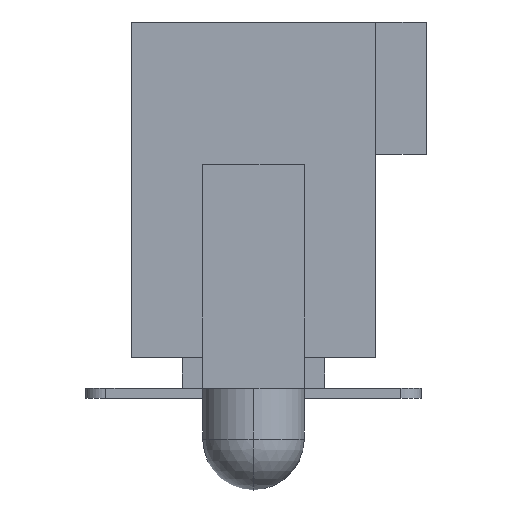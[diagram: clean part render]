
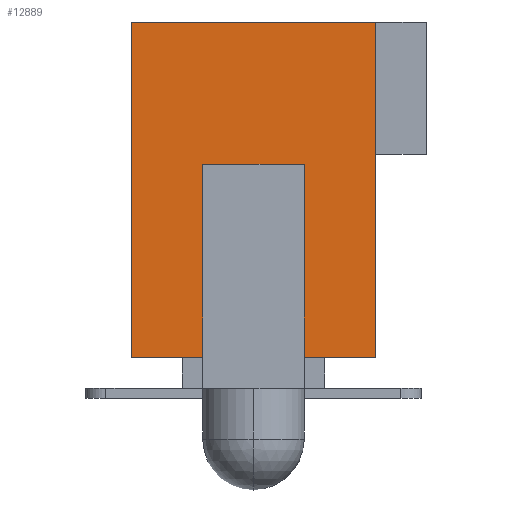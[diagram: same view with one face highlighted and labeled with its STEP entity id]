
A CAD part, left-side view. The second image highlights one B-rep face of the part: STEP entity #12889.
In plain terms, the highlighted free-form (B-spline) face has degree [1, 1] with [2, 2] control points.
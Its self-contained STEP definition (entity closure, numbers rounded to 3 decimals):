
#12447=CARTESIAN_POINT('',(-16.065,1.524,0.508));
#12448=VERTEX_POINT('',#12447);
#12449=CARTESIAN_POINT('',(-16.065,-1.524,0.508));
#12450=VERTEX_POINT('',#12449);
#12451=CARTESIAN_POINT('',(-16.065,1.524,0.508));
#12452=DIRECTION('',(0.0,-1.0,0.0));
#12453=VECTOR('',#12452,3.048);
#12454=LINE('',#12451,#12453);
#12455=EDGE_CURVE('',#12448,#12450,#12454,.T.);
#12487=CARTESIAN_POINT('',(-16.065,-1.524,4.699));
#12488=VERTEX_POINT('',#12487);
#12489=CARTESIAN_POINT('',(-16.065,1.524,4.699));
#12490=VERTEX_POINT('',#12489);
#12491=CARTESIAN_POINT('',(-16.065,-1.524,4.699));
#12492=DIRECTION('',(0.0,1.0,0.0));
#12493=VECTOR('',#12492,3.048);
#12494=LINE('',#12491,#12493);
#12495=EDGE_CURVE('',#12488,#12490,#12494,.T.);
#12834=CARTESIAN_POINT('',(-16.065,1.524,0.508));
#12835=DIRECTION('',(0.0,0.0,1.0));
#12836=VECTOR('',#12835,4.191);
#12837=LINE('',#12834,#12836);
#12838=EDGE_CURVE('',#12448,#12490,#12837,.T.);
#12866=CARTESIAN_POINT('',(-16.065,-1.524,0.508));
#12867=DIRECTION('',(0.0,0.0,1.0));
#12868=VECTOR('',#12867,4.191);
#12869=LINE('',#12866,#12868);
#12870=EDGE_CURVE('',#12450,#12488,#12869,.T.);
#12878=CARTESIAN_POINT('',(-16.065,-1.524,4.699));
#12879=CARTESIAN_POINT('',(-16.065,-1.524,0.508));
#12880=CARTESIAN_POINT('',(-16.065,1.524,4.699));
#12881=CARTESIAN_POINT('',(-16.065,1.524,0.508));
#12882=B_SPLINE_SURFACE_WITH_KNOTS('',1,1,((#12878,#12880),(#12879,#12881)),.UNSPECIFIED.,.F.,.F.,.U.,(2,2),(2,2),(0.0,4.191),(0.0,3.048),.UNSPECIFIED.);
#12883=ORIENTED_EDGE('',*,*,#12838,.F.);
#12884=ORIENTED_EDGE('',*,*,#12455,.T.);
#12885=ORIENTED_EDGE('',*,*,#12870,.T.);
#12886=ORIENTED_EDGE('',*,*,#12495,.T.);
#12887=EDGE_LOOP('',(#12883,#12884,#12885,#12886));
#12888=FACE_OUTER_BOUND('',#12887,.T.);
#12889=ADVANCED_FACE('',(#12888),#12882,.F.);
